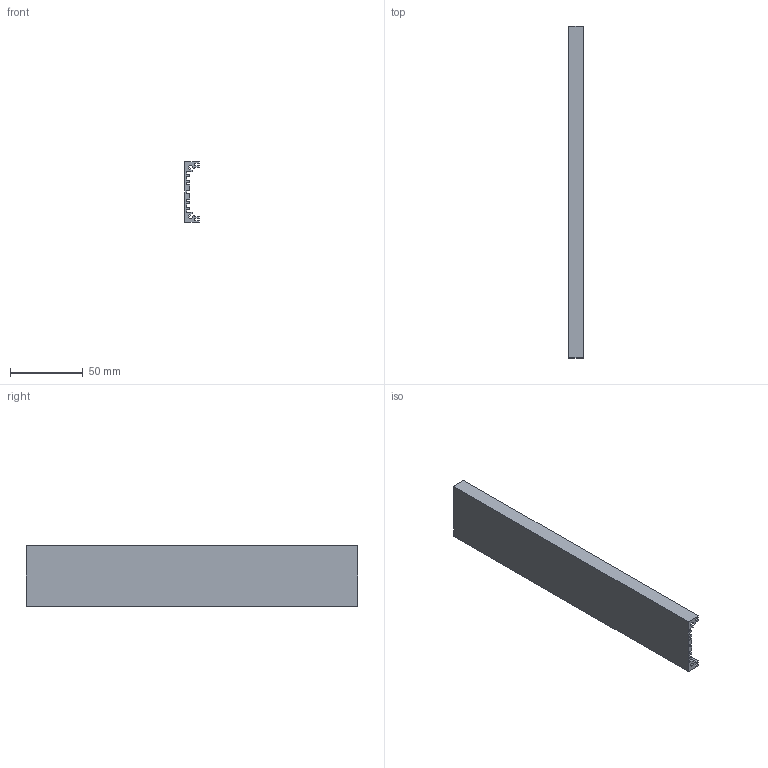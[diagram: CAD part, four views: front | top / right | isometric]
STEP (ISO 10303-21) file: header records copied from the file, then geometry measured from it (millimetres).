
FILE_DESCRIPTION (( 'STEP AP214' ), '1' );
FILE_NAME ('eli1.STEP', '2013-08-01T17:36:06', ( '' ), ( '' ), 'SwSTEP 2.0', 'SolidWorks 2012', '' );
FILE_SCHEMA (( 'AUTOMOTIVE_DESIGN' ));
Length unit declared in the file: inch
Products named in the file (1): eli1
Bounding box: 10 x 228.6 x 42 mm (x, y, z)
Volume: 36575.8 mm3; surface area: 40788.5 mm2
Topology: 1 solids, 1 shells, 72 faces, 210 edges, 140 vertices
Faces by surface type: plane 72
Entity records: 2374 total; most frequent: CARTESIAN_POINT 423, ORIENTED_EDGE 420, DIRECTION 356, EDGE_CURVE 210, VECTOR 210, LINE 210, VERTEX_POINT 140, AXIS2_PLACEMENT_3D 73
